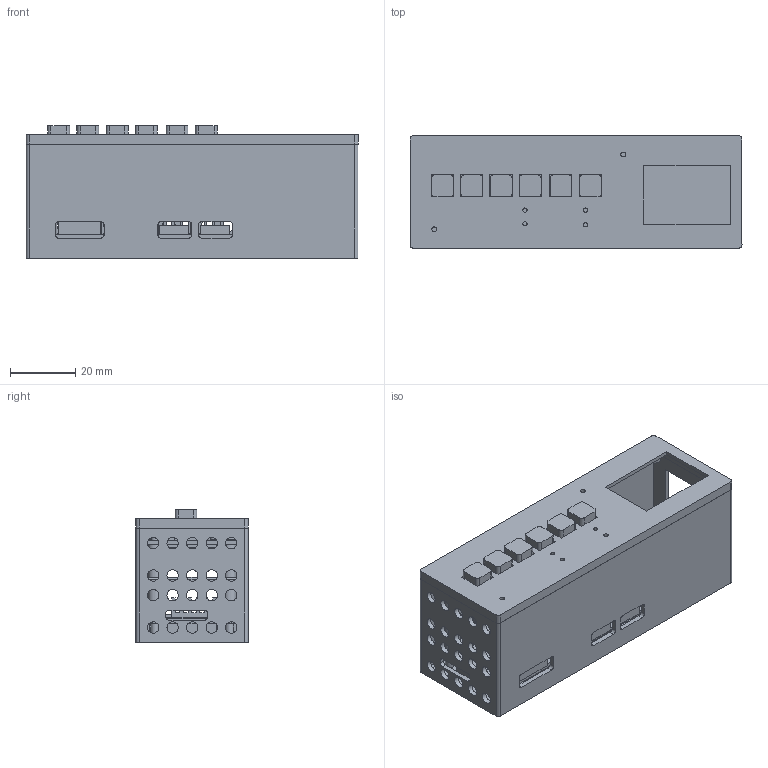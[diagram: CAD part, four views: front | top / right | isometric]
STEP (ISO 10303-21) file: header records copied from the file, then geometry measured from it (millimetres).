
FILE_DESCRIPTION(/* description */ ('STEP AP242','CAx-IF Rec.Pracs.---Representation and Presentation of Product Manufacturing Information (PMI)---4.0---2014-10-13','CAx-IF Rec.Pracs.---3D Tessellated Geometry---0.4---2014-09-14','2;1','CAx-IF Rec.Pracs.---User Defined Attributes---1.5---2016-08-15'),/* implementation_level */ '2;1');
FILE_NAME(/* name */ '69183376d3e9bf1c1ec8d797',/* time_stamp */ '2025-11-15T08:02:00Z',/* author */ (''),/* organization */ (''),/* preprocessor_version */ 'ST-DEVELOPER v20',/* originating_system */ 'ONSHAPE BY PTC INC, 1.206',/* authorisation */ ' ');
FILE_SCHEMA (('AP242_MANAGED_MODEL_BASED_3D_ENGINEERING_MIM_LF { 1 0 10303 442 1 1 4 }'));
Length unit declared in the file: metre
Products named in the file (10): Assembly-closed; Part 1; Part 2
Assembly tree (20 placements, depth 2):
  Assembly-closed
    Part 1  x6
    Part 1
    Part 2  x4
    Part 1  x4
    Part 1
    Part 1
    Part 1
    Part 1
    Part 1
Bounding box: 102 x 34.5 x 40.7 mm (x, y, z)
Volume: 34603.8 mm3; surface area: 53672.4 mm2
Topology: 20 solids, 20 shells, 1161 faces, 3813 edges, 2516 vertices
Faces by surface type: plane 734, cylinder 411, torus 10, sphere 6
Full cylindrical faces by diameter (mm): 0.99 x4, 1 x4, 1.3 x4, 1.5 x6, 1.7 x4, 1.99 x2, 2 x11, 2.499 x4, 2.5 x16, 3 x2, 3.5 x24, 4 x28, 5 x2
Entity records: 39342 total; most frequent: ORIENTED_EDGE 6370, CARTESIAN_POINT 6315, DIRECTION 5812, EDGE_CURVE 3185, LINE 2472, VECTOR 2472, VERTEX_POINT 2173, AXIS2_PLACEMENT_3D 1670
